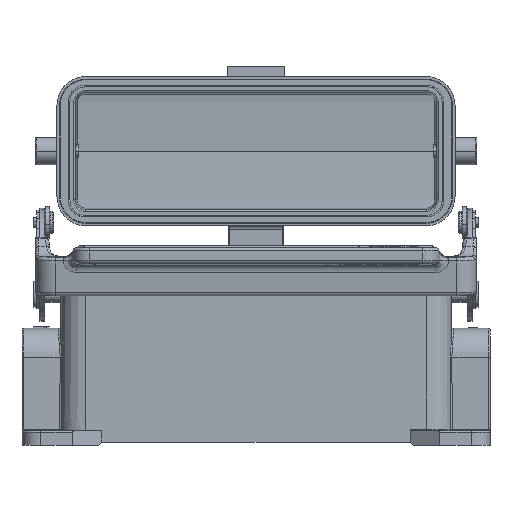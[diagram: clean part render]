
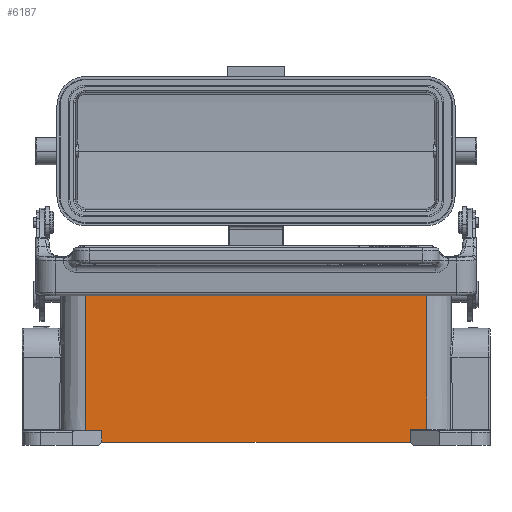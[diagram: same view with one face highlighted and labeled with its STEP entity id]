
A CAD part, left-side view. The second image highlights one B-rep face of the part: STEP entity #6187.
In plain terms, the highlighted planar face has unit normal (-1, 0, 0.009).
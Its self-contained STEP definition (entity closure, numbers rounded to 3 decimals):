
#3728=PLANE('',#44464);
#6187=ADVANCED_FACE('',(#8728),#3728,.T.);
#8728=FACE_OUTER_BOUND('',#11119,.T.);
#11119=EDGE_LOOP('',(#20305,#20306,#20307,#20308,#20309,#20310,#20311,#20312,
#20313,#20314,#20315,#20316));
#13824=LINE('',#62371,#16569);
#13826=LINE('',#62375,#16571);
#13835=LINE('',#62393,#16580);
#13842=LINE('',#62414,#16587);
#13843=LINE('',#62416,#16588);
#13844=LINE('',#62418,#16589);
#13845=LINE('',#62419,#16590);
#13846=LINE('',#62421,#16591);
#13847=LINE('',#62423,#16592);
#13848=LINE('',#62424,#16593);
#13849=LINE('',#62426,#16594);
#13850=LINE('',#62428,#16595);
#16569=VECTOR('',#48887,1.);
#16571=VECTOR('',#48891,1.);
#16580=VECTOR('',#48904,1.);
#16587=VECTOR('',#48921,1.);
#16588=VECTOR('',#48924,1.);
#16589=VECTOR('',#48925,1.);
#16590=VECTOR('',#48926,1.);
#16591=VECTOR('',#48927,1.);
#16592=VECTOR('',#48928,1.);
#16593=VECTOR('',#48929,1.);
#16594=VECTOR('',#48930,1.);
#16595=VECTOR('',#48931,1.);
#20305=ORIENTED_EDGE('',*,*,#36808,.T.);
#20306=ORIENTED_EDGE('',*,*,#36796,.T.);
#20307=ORIENTED_EDGE('',*,*,#36807,.T.);
#20308=ORIENTED_EDGE('',*,*,#36809,.T.);
#20309=ORIENTED_EDGE('',*,*,#36787,.F.);
#20310=ORIENTED_EDGE('',*,*,#36785,.T.);
#20311=ORIENTED_EDGE('',*,*,#36810,.T.);
#20312=ORIENTED_EDGE('',*,*,#36811,.F.);
#20313=ORIENTED_EDGE('',*,*,#36812,.F.);
#20314=ORIENTED_EDGE('',*,*,#36813,.T.);
#20315=ORIENTED_EDGE('',*,*,#36814,.T.);
#20316=ORIENTED_EDGE('',*,*,#36815,.T.);
#32367=VERTEX_POINT('',#62235);
#32407=VERTEX_POINT('',#62370);
#32408=VERTEX_POINT('',#62372);
#32409=VERTEX_POINT('',#62376);
#32416=VERTEX_POINT('',#62394);
#32417=VERTEX_POINT('',#62395);
#32424=VERTEX_POINT('',#62413);
#32425=VERTEX_POINT('',#62417);
#32426=VERTEX_POINT('',#62420);
#32427=VERTEX_POINT('',#62422);
#32428=VERTEX_POINT('',#62425);
#32429=VERTEX_POINT('',#62427);
#36785=EDGE_CURVE('',#32408,#32407,#13824,.T.);
#36787=EDGE_CURVE('',#32408,#32409,#13826,.T.);
#36796=EDGE_CURVE('',#32416,#32417,#13835,.T.);
#36807=EDGE_CURVE('',#32417,#32424,#13842,.T.);
#36808=EDGE_CURVE('',#32425,#32416,#13843,.T.);
#36809=EDGE_CURVE('',#32424,#32409,#13844,.T.);
#36810=EDGE_CURVE('',#32407,#32426,#13845,.T.);
#36811=EDGE_CURVE('',#32427,#32426,#13846,.T.);
#36812=EDGE_CURVE('',#32367,#32427,#13847,.T.);
#36813=EDGE_CURVE('',#32367,#32428,#13848,.T.);
#36814=EDGE_CURVE('',#32428,#32429,#13849,.T.);
#36815=EDGE_CURVE('',#32429,#32425,#13850,.T.);
#44464=AXIS2_PLACEMENT_3D('',#62429,#48932,#48933);
#48887=DIRECTION('',(0.,1.,0.));
#48891=DIRECTION('',(-0.009,0.,-1.));
#48904=DIRECTION('',(0.,1.,0.));
#48921=DIRECTION('',(-0.009,0.,-1.));
#48924=DIRECTION('',(0.009,0.,1.));
#48925=DIRECTION('',(0.,1.,0.));
#48926=DIRECTION('',(-0.009,0.,-1.));
#48927=DIRECTION('',(0.,1.,0.));
#48928=DIRECTION('',(0.009,0.,1.));
#48929=DIRECTION('',(0.,-1.,0.));
#48930=DIRECTION('',(0.009,0.,1.));
#48931=DIRECTION('',(0.,-1.,0.));
#48932=DIRECTION('',(-1.,0.,0.009));
#48933=DIRECTION('',(0.,1.,0.));
#62235=CARTESIAN_POINT('',(-21.936,47.5,1.));
#62370=CARTESIAN_POINT('',(-21.5,52.5,51.));
#62371=CARTESIAN_POINT('',(-21.5,1.6,51.));
#62372=CARTESIAN_POINT('',(-21.5,1.6,51.));
#62375=CARTESIAN_POINT('',(-21.5,1.6,51.));
#62376=CARTESIAN_POINT('',(-21.526,1.6,48.));
#62393=CARTESIAN_POINT('',(-21.5,-52.5,51.));
#62394=CARTESIAN_POINT('',(-21.5,-52.5,51.));
#62395=CARTESIAN_POINT('',(-21.5,-1.6,51.));
#62413=CARTESIAN_POINT('',(-21.526,-1.6,48.));
#62414=CARTESIAN_POINT('',(-21.5,-1.6,51.));
#62416=CARTESIAN_POINT('',(-21.901,-52.5,4.996));
#62417=CARTESIAN_POINT('',(-21.901,-52.5,4.996));
#62418=CARTESIAN_POINT('',(-21.526,-1.6,48.));
#62419=CARTESIAN_POINT('',(-21.5,52.5,51.));
#62420=CARTESIAN_POINT('',(-21.906,52.5,4.5));
#62421=CARTESIAN_POINT('',(-21.906,47.5,4.5));
#62422=CARTESIAN_POINT('',(-21.906,47.5,4.5));
#62423=CARTESIAN_POINT('',(-21.936,47.5,1.));
#62424=CARTESIAN_POINT('',(-21.936,47.5,1.));
#62425=CARTESIAN_POINT('',(-21.936,-47.5,1.));
#62426=CARTESIAN_POINT('',(-21.936,-47.5,1.));
#62427=CARTESIAN_POINT('',(-21.901,-47.5,4.996));
#62428=CARTESIAN_POINT('',(-21.901,-47.5,4.996));
#62429=CARTESIAN_POINT('',(-21.5,55.148,51.));
